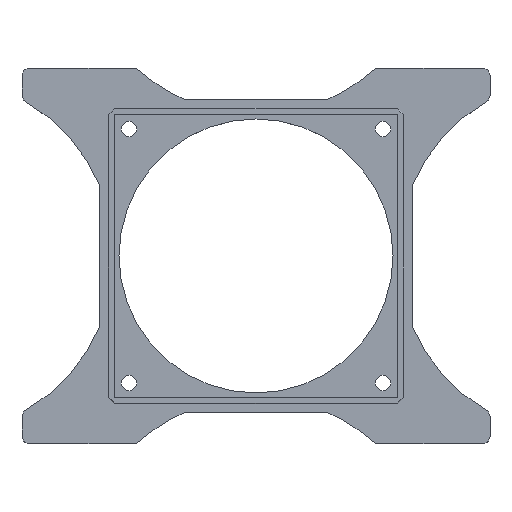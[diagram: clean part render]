
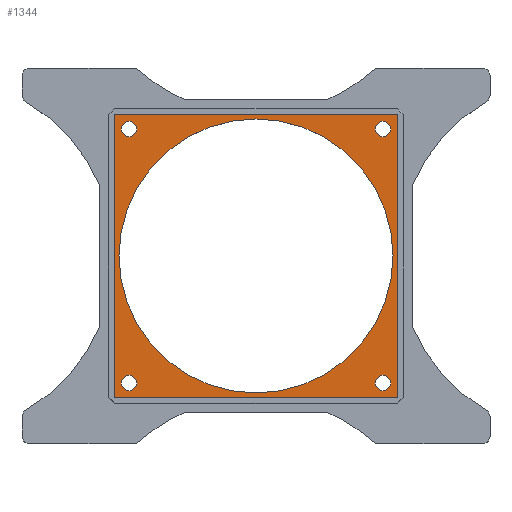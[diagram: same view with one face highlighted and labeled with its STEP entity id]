
A CAD part, top view. The second image highlights one B-rep face of the part: STEP entity #1344.
In plain terms, the highlighted planar face has unit normal (0, 0, 1).
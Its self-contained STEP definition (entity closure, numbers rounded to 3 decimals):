
#110=CIRCLE('',#1490,2.5);
#111=CIRCLE('',#1491,2.5);
#112=CIRCLE('',#1492,2.5);
#113=CIRCLE('',#1493,44.5);
#114=CIRCLE('',#1494,2.5);
#127=FACE_BOUND('',#253,.T.);
#128=FACE_BOUND('',#254,.T.);
#129=FACE_BOUND('',#255,.T.);
#130=FACE_BOUND('',#256,.T.);
#131=FACE_BOUND('',#257,.T.);
#177=FACE_OUTER_BOUND('',#252,.T.);
#252=EDGE_LOOP('',(#1086,#1087,#1088,#1089));
#253=EDGE_LOOP('',(#1090));
#254=EDGE_LOOP('',(#1091));
#255=EDGE_LOOP('',(#1092));
#256=EDGE_LOOP('',(#1093));
#257=EDGE_LOOP('',(#1094));
#323=LINE('',#2017,#448);
#326=LINE('',#2022,#451);
#328=LINE('',#2026,#453);
#330=LINE('',#2029,#455);
#448=VECTOR('',#1587,10.);
#451=VECTOR('',#1592,10.);
#453=VECTOR('',#1596,10.);
#455=VECTOR('',#1600,10.);
#565=VERTEX_POINT('',#2015);
#566=VERTEX_POINT('',#2016);
#567=VERTEX_POINT('',#2021);
#568=VERTEX_POINT('',#2025);
#660=VERTEX_POINT('',#2270);
#661=VERTEX_POINT('',#2272);
#662=VERTEX_POINT('',#2274);
#663=VERTEX_POINT('',#2276);
#664=VERTEX_POINT('',#2278);
#702=EDGE_CURVE('',#565,#566,#323,.T.);
#705=EDGE_CURVE('',#566,#567,#326,.T.);
#707=EDGE_CURVE('',#567,#568,#328,.T.);
#709=EDGE_CURVE('',#568,#565,#330,.T.);
#831=EDGE_CURVE('',#660,#660,#110,.T.);
#832=EDGE_CURVE('',#661,#661,#111,.T.);
#833=EDGE_CURVE('',#662,#662,#112,.T.);
#834=EDGE_CURVE('',#663,#663,#113,.T.);
#835=EDGE_CURVE('',#664,#664,#114,.T.);
#1086=ORIENTED_EDGE('',*,*,#702,.T.);
#1087=ORIENTED_EDGE('',*,*,#705,.T.);
#1088=ORIENTED_EDGE('',*,*,#707,.T.);
#1089=ORIENTED_EDGE('',*,*,#709,.T.);
#1090=ORIENTED_EDGE('',*,*,#831,.T.);
#1091=ORIENTED_EDGE('',*,*,#832,.T.);
#1092=ORIENTED_EDGE('',*,*,#833,.T.);
#1093=ORIENTED_EDGE('',*,*,#834,.T.);
#1094=ORIENTED_EDGE('',*,*,#835,.T.);
#1291=PLANE('',#1489);
#1344=ADVANCED_FACE('',(#177,#127,#128,#129,#130,#131),#1291,.T.);
#1489=AXIS2_PLACEMENT_3D('',#2269,#1834,#1835);
#1490=AXIS2_PLACEMENT_3D('',#2271,#1836,#1837);
#1491=AXIS2_PLACEMENT_3D('',#2273,#1838,#1839);
#1492=AXIS2_PLACEMENT_3D('',#2275,#1840,#1841);
#1493=AXIS2_PLACEMENT_3D('',#2277,#1842,#1843);
#1494=AXIS2_PLACEMENT_3D('',#2279,#1844,#1845);
#1587=DIRECTION('',(-1.,0.,0.));
#1592=DIRECTION('',(0.,-1.,0.));
#1596=DIRECTION('',(1.,0.,0.));
#1600=DIRECTION('',(0.,1.,0.));
#1834=DIRECTION('center_axis',(0.,0.,1.));
#1835=DIRECTION('ref_axis',(1.,0.,0.));
#1836=DIRECTION('center_axis',(0.,0.,-1.));
#1837=DIRECTION('ref_axis',(1.,0.,0.));
#1838=DIRECTION('center_axis',(0.,0.,-1.));
#1839=DIRECTION('ref_axis',(1.,0.,0.));
#1840=DIRECTION('center_axis',(0.,0.,-1.));
#1841=DIRECTION('ref_axis',(1.,0.,0.));
#1842=DIRECTION('center_axis',(0.,0.,-1.));
#1843=DIRECTION('ref_axis',(1.,0.,0.));
#1844=DIRECTION('center_axis',(0.,0.,-1.));
#1845=DIRECTION('ref_axis',(1.,0.,0.));
#2015=CARTESIAN_POINT('',(46.05,46.05,0.));
#2016=CARTESIAN_POINT('',(-46.05,46.05,0.));
#2017=CARTESIAN_POINT('',(-23.025,46.05,0.));
#2021=CARTESIAN_POINT('',(-46.05,-46.05,0.));
#2022=CARTESIAN_POINT('',(-46.05,-23.025,0.));
#2025=CARTESIAN_POINT('',(46.05,-46.05,0.));
#2026=CARTESIAN_POINT('',(23.025,-46.05,0.));
#2029=CARTESIAN_POINT('',(46.05,23.025,0.));
#2269=CARTESIAN_POINT('Origin',(0.,0.,0.));
#2270=CARTESIAN_POINT('',(-43.75,-41.25,0.));
#2271=CARTESIAN_POINT('Origin',(-41.25,-41.25,0.));
#2272=CARTESIAN_POINT('',(-43.75,41.25,0.));
#2273=CARTESIAN_POINT('Origin',(-41.25,41.25,0.));
#2274=CARTESIAN_POINT('',(38.75,41.25,0.));
#2275=CARTESIAN_POINT('Origin',(41.25,41.25,0.));
#2276=CARTESIAN_POINT('',(-44.5,0.,0.));
#2277=CARTESIAN_POINT('Origin',(0.,0.,0.));
#2278=CARTESIAN_POINT('',(38.75,-41.25,0.));
#2279=CARTESIAN_POINT('Origin',(41.25,-41.25,0.));
